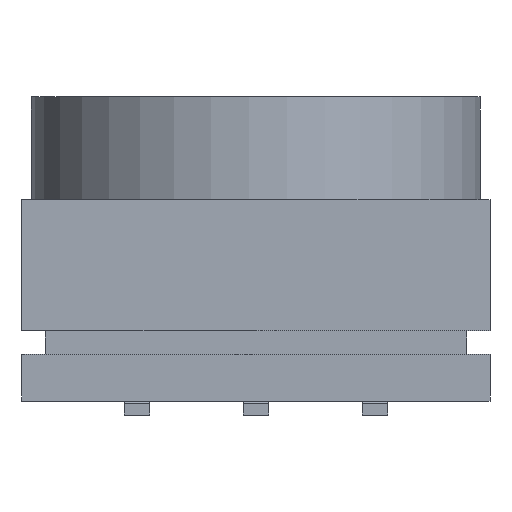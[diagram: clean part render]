
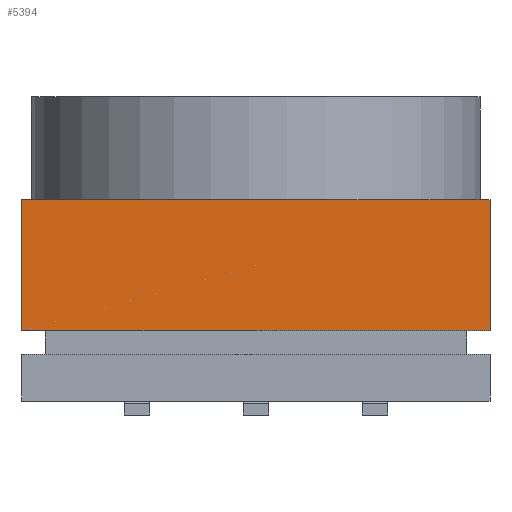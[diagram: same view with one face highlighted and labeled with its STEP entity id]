
A CAD part, left-side view. The second image highlights one B-rep face of the part: STEP entity #5394.
In plain terms, the highlighted planar face has unit normal (-1, 0, 0).
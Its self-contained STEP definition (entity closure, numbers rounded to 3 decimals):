
#514=ORIENTED_EDGE('',*,*,#1660,.F.);
#515=ORIENTED_EDGE('',*,*,#1661,.T.);
#516=ORIENTED_EDGE('',*,*,#1662,.T.);
#517=ORIENTED_EDGE('',*,*,#1663,.F.);
#1660=EDGE_CURVE('',#2233,#2234,#2506,.T.);
#1661=EDGE_CURVE('',#2233,#2235,#2507,.T.);
#1662=EDGE_CURVE('',#2235,#2236,#2508,.T.);
#1663=EDGE_CURVE('',#2234,#2236,#2509,.T.);
#2233=VERTEX_POINT('',#7343);
#2234=VERTEX_POINT('',#7344);
#2235=VERTEX_POINT('',#7346);
#2236=VERTEX_POINT('',#7348);
#2506=LINE('',#7342,#2789);
#2507=LINE('',#7345,#2790);
#2508=LINE('',#7347,#2791);
#2509=LINE('',#7349,#2792);
#2789=VECTOR('',#5896,1000.);
#2790=VECTOR('',#5897,1000.);
#2791=VECTOR('',#5898,1000.);
#2792=VECTOR('',#5899,1000.);
#3066=EDGE_LOOP('',(#514,#515,#516,#517));
#3341=FACE_BOUND('',#3066,.T.);
#3593=PLANE('',#5634);
#5394=ADVANCED_FACE('',(#3341),#3593,.F.);
#5634=AXIS2_PLACEMENT_3D('',#7341,#5894,#5895);
#5894=DIRECTION('',(1.,0.,0.));
#5895=DIRECTION('',(0.,0.,-1.));
#5896=DIRECTION('',(0.,-1.,0.));
#5897=DIRECTION('',(0.,0.,-1.));
#5898=DIRECTION('',(0.,-1.,0.));
#5899=DIRECTION('',(0.,0.,-1.));
#7341=CARTESIAN_POINT('',(-5.,5.,5.));
#7342=CARTESIAN_POINT('',(-5.,5.,2.8));
#7343=CARTESIAN_POINT('',(-5.,5.,2.8));
#7344=CARTESIAN_POINT('',(-5.,-5.,2.8));
#7345=CARTESIAN_POINT('',(-5.,5.,5.));
#7346=CARTESIAN_POINT('',(-5.,5.,0.));
#7347=CARTESIAN_POINT('',(-5.,5.,0.));
#7348=CARTESIAN_POINT('',(-5.,-5.,0.));
#7349=CARTESIAN_POINT('',(-5.,-5.,5.));
